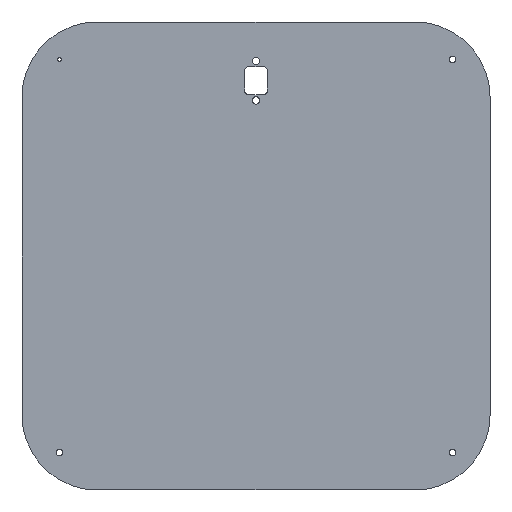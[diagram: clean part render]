
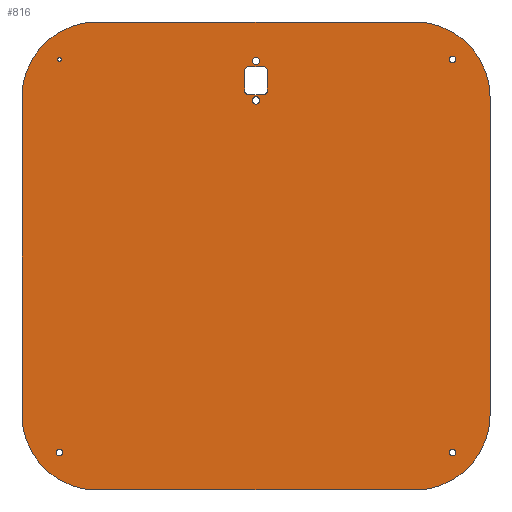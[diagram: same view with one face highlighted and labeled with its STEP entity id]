
A CAD part, top view. The second image highlights one B-rep face of the part: STEP entity #816.
In plain terms, the highlighted planar face has unit normal (0, 0, 1).
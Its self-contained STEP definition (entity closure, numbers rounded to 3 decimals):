
#40=FACE_BOUND('',#160,.T.);
#41=FACE_BOUND('',#161,.T.);
#42=FACE_BOUND('',#162,.T.);
#43=FACE_BOUND('',#163,.T.);
#44=FACE_BOUND('',#164,.T.);
#45=FACE_BOUND('',#165,.T.);
#46=FACE_BOUND('',#166,.T.);
#64=PLANE('',#918);
#108=FACE_OUTER_BOUND('',#159,.T.);
#159=EDGE_LOOP('',(#743,#744,#745,#746,#747,#748,#749,#750));
#160=EDGE_LOOP('',(#751));
#161=EDGE_LOOP('',(#752));
#162=EDGE_LOOP('',(#753));
#163=EDGE_LOOP('',(#754));
#164=EDGE_LOOP('',(#755,#756,#757,#758,#759,#760,#761,#762));
#165=EDGE_LOOP('',(#763));
#166=EDGE_LOOP('',(#764));
#190=LINE('',#1260,#260);
#193=LINE('',#1271,#263);
#197=LINE('',#1283,#267);
#203=LINE('',#1297,#273);
#228=LINE('',#1374,#298);
#231=LINE('',#1382,#301);
#234=LINE('',#1390,#304);
#236=LINE('',#1396,#306);
#260=VECTOR('',#1010,10.);
#263=VECTOR('',#1021,10.);
#267=VECTOR('',#1033,10.);
#273=VECTOR('',#1047,10.);
#298=VECTOR('',#1138,10.);
#301=VECTOR('',#1147,10.);
#304=VECTOR('',#1156,10.);
#306=VECTOR('',#1164,10.);
#320=CIRCLE('',#847,1.75);
#322=CIRCLE('',#851,1.75);
#324=CIRCLE('',#855,1.75);
#326=CIRCLE('',#859,1.);
#328=CIRCLE('',#862,2.);
#330=CIRCLE('',#866,2.);
#332=CIRCLE('',#870,2.);
#334=CIRCLE('',#874,2.);
#341=CIRCLE('',#891,2.);
#342=CIRCLE('',#893,2.);
#347=CIRCLE('',#907,40.);
#348=CIRCLE('',#910,40.);
#349=CIRCLE('',#913,40.);
#350=CIRCLE('',#916,40.);
#372=VERTEX_POINT('',#1214);
#374=VERTEX_POINT('',#1222);
#376=VERTEX_POINT('',#1230);
#378=VERTEX_POINT('',#1238);
#381=VERTEX_POINT('',#1245);
#382=VERTEX_POINT('',#1247);
#386=VERTEX_POINT('',#1258);
#389=VERTEX_POINT('',#1265);
#390=VERTEX_POINT('',#1267);
#393=VERTEX_POINT('',#1277);
#394=VERTEX_POINT('',#1279);
#398=VERTEX_POINT('',#1293);
#405=VERTEX_POINT('',#1326);
#406=VERTEX_POINT('',#1330);
#415=VERTEX_POINT('',#1366);
#416=VERTEX_POINT('',#1368);
#417=VERTEX_POINT('',#1372);
#418=VERTEX_POINT('',#1376);
#419=VERTEX_POINT('',#1380);
#420=VERTEX_POINT('',#1384);
#421=VERTEX_POINT('',#1386);
#422=VERTEX_POINT('',#1392);
#445=EDGE_CURVE('',#372,#372,#320,.T.);
#449=EDGE_CURVE('',#374,#374,#322,.T.);
#453=EDGE_CURVE('',#376,#376,#324,.T.);
#457=EDGE_CURVE('',#378,#378,#326,.T.);
#461=EDGE_CURVE('',#381,#382,#328,.T.);
#468=EDGE_CURVE('',#381,#386,#190,.T.);
#471=EDGE_CURVE('',#389,#390,#330,.T.);
#473=EDGE_CURVE('',#389,#382,#193,.T.);
#477=EDGE_CURVE('',#393,#394,#332,.T.);
#479=EDGE_CURVE('',#393,#390,#197,.T.);
#486=EDGE_CURVE('',#398,#386,#334,.T.);
#487=EDGE_CURVE('',#398,#394,#203,.T.);
#502=EDGE_CURVE('',#405,#405,#341,.T.);
#504=EDGE_CURVE('',#406,#406,#342,.T.);
#522=EDGE_CURVE('',#415,#416,#347,.T.);
#525=EDGE_CURVE('',#415,#417,#228,.T.);
#527=EDGE_CURVE('',#418,#417,#348,.T.);
#529=EDGE_CURVE('',#418,#419,#231,.T.);
#531=EDGE_CURVE('',#420,#421,#349,.T.);
#533=EDGE_CURVE('',#420,#416,#234,.T.);
#535=EDGE_CURVE('',#422,#419,#350,.T.);
#536=EDGE_CURVE('',#422,#421,#236,.T.);
#743=ORIENTED_EDGE('',*,*,#531,.F.);
#744=ORIENTED_EDGE('',*,*,#533,.T.);
#745=ORIENTED_EDGE('',*,*,#522,.F.);
#746=ORIENTED_EDGE('',*,*,#525,.T.);
#747=ORIENTED_EDGE('',*,*,#527,.F.);
#748=ORIENTED_EDGE('',*,*,#529,.T.);
#749=ORIENTED_EDGE('',*,*,#535,.F.);
#750=ORIENTED_EDGE('',*,*,#536,.T.);
#751=ORIENTED_EDGE('',*,*,#449,.T.);
#752=ORIENTED_EDGE('',*,*,#453,.T.);
#753=ORIENTED_EDGE('',*,*,#445,.T.);
#754=ORIENTED_EDGE('',*,*,#457,.T.);
#755=ORIENTED_EDGE('',*,*,#479,.T.);
#756=ORIENTED_EDGE('',*,*,#471,.F.);
#757=ORIENTED_EDGE('',*,*,#473,.T.);
#758=ORIENTED_EDGE('',*,*,#461,.F.);
#759=ORIENTED_EDGE('',*,*,#468,.T.);
#760=ORIENTED_EDGE('',*,*,#486,.F.);
#761=ORIENTED_EDGE('',*,*,#487,.T.);
#762=ORIENTED_EDGE('',*,*,#477,.F.);
#763=ORIENTED_EDGE('',*,*,#502,.T.);
#764=ORIENTED_EDGE('',*,*,#504,.T.);
#816=ADVANCED_FACE('',(#108,#40,#41,#42,#43,#44,#45,#46),#64,.T.);
#847=AXIS2_PLACEMENT_3D('',#1215,#962,#963);
#851=AXIS2_PLACEMENT_3D('',#1223,#972,#973);
#855=AXIS2_PLACEMENT_3D('',#1231,#982,#983);
#859=AXIS2_PLACEMENT_3D('',#1239,#992,#993);
#862=AXIS2_PLACEMENT_3D('',#1248,#1000,#1001);
#866=AXIS2_PLACEMENT_3D('',#1268,#1016,#1017);
#870=AXIS2_PLACEMENT_3D('',#1280,#1028,#1029);
#874=AXIS2_PLACEMENT_3D('',#1295,#1043,#1044);
#891=AXIS2_PLACEMENT_3D('',#1328,#1086,#1087);
#893=AXIS2_PLACEMENT_3D('',#1332,#1091,#1092);
#907=AXIS2_PLACEMENT_3D('',#1369,#1132,#1133);
#910=AXIS2_PLACEMENT_3D('',#1378,#1142,#1143);
#913=AXIS2_PLACEMENT_3D('',#1387,#1151,#1152);
#916=AXIS2_PLACEMENT_3D('',#1394,#1160,#1161);
#918=AXIS2_PLACEMENT_3D('',#1397,#1165,#1166);
#962=DIRECTION('center_axis',(0.,0.,-1.));
#963=DIRECTION('ref_axis',(-1.,0.,0.));
#972=DIRECTION('center_axis',(0.,0.,-1.));
#973=DIRECTION('ref_axis',(-1.,0.,0.));
#982=DIRECTION('center_axis',(0.,0.,-1.));
#983=DIRECTION('ref_axis',(-1.,0.,0.));
#992=DIRECTION('center_axis',(0.,0.,-1.));
#993=DIRECTION('ref_axis',(-1.,0.,0.));
#1000=DIRECTION('center_axis',(0.,0.,1.));
#1001=DIRECTION('ref_axis',(0.707,0.707,0.));
#1010=DIRECTION('',(0.,-1.,0.));
#1016=DIRECTION('center_axis',(0.,0.,1.));
#1017=DIRECTION('ref_axis',(-0.707,0.707,0.));
#1021=DIRECTION('',(1.,0.,0.));
#1028=DIRECTION('center_axis',(0.,0.,1.));
#1029=DIRECTION('ref_axis',(-0.707,-0.707,0.));
#1033=DIRECTION('',(0.,1.,0.));
#1043=DIRECTION('center_axis',(0.,0.,1.));
#1044=DIRECTION('ref_axis',(0.707,-0.707,0.));
#1047=DIRECTION('',(-1.,0.,0.));
#1086=DIRECTION('center_axis',(0.,0.,-1.));
#1087=DIRECTION('ref_axis',(-1.,0.,0.));
#1091=DIRECTION('center_axis',(0.,0.,-1.));
#1092=DIRECTION('ref_axis',(-1.,0.,0.));
#1132=DIRECTION('center_axis',(0.,0.,-1.));
#1133=DIRECTION('ref_axis',(-0.707,-0.707,0.));
#1138=DIRECTION('',(1.,0.,0.));
#1142=DIRECTION('center_axis',(0.,0.,-1.));
#1143=DIRECTION('ref_axis',(0.707,-0.707,0.));
#1147=DIRECTION('',(0.,1.,0.));
#1151=DIRECTION('center_axis',(0.,0.,-1.));
#1152=DIRECTION('ref_axis',(-0.707,0.707,0.));
#1156=DIRECTION('',(0.,-1.,0.));
#1160=DIRECTION('center_axis',(0.,0.,-1.));
#1161=DIRECTION('ref_axis',(0.707,0.707,0.));
#1164=DIRECTION('',(-1.,0.,0.));
#1165=DIRECTION('center_axis',(0.,0.,1.));
#1166=DIRECTION('ref_axis',(1.,0.,0.));
#1214=CARTESIAN_POINT('',(-18.25,-20.,6.));
#1215=CARTESIAN_POINT('Origin',(-20.,-20.,6.));
#1222=CARTESIAN_POINT('',(-18.25,-230.,6.));
#1223=CARTESIAN_POINT('Origin',(-20.,-230.,6.));
#1230=CARTESIAN_POINT('',(-228.25,-230.,6.));
#1231=CARTESIAN_POINT('Origin',(-230.,-230.,6.));
#1238=CARTESIAN_POINT('',(-229.,-20.,6.));
#1239=CARTESIAN_POINT('Origin',(-230.,-20.,6.));
#1245=CARTESIAN_POINT('',(-119.,-25.9,6.));
#1247=CARTESIAN_POINT('',(-121.,-23.9,6.));
#1248=CARTESIAN_POINT('Origin',(-121.,-25.9,6.));
#1258=CARTESIAN_POINT('',(-119.,-36.9,6.));
#1260=CARTESIAN_POINT('',(-119.,-81.95,6.));
#1265=CARTESIAN_POINT('',(-129.,-23.9,6.));
#1267=CARTESIAN_POINT('',(-131.,-25.9,6.));
#1268=CARTESIAN_POINT('Origin',(-129.,-25.9,6.));
#1271=CARTESIAN_POINT('',(-122.,-23.9,6.));
#1277=CARTESIAN_POINT('',(-131.,-36.9,6.));
#1279=CARTESIAN_POINT('',(-129.,-38.9,6.));
#1280=CARTESIAN_POINT('Origin',(-129.,-36.9,6.));
#1283=CARTESIAN_POINT('',(-131.,-74.45,6.));
#1293=CARTESIAN_POINT('',(-121.,-38.9,6.));
#1295=CARTESIAN_POINT('Origin',(-121.,-36.9,6.));
#1297=CARTESIAN_POINT('',(-128.,-38.9,6.));
#1326=CARTESIAN_POINT('',(-123.,-41.9,6.));
#1328=CARTESIAN_POINT('Origin',(-125.,-41.9,6.));
#1330=CARTESIAN_POINT('',(-123.,-20.9,6.));
#1332=CARTESIAN_POINT('Origin',(-125.,-20.9,6.));
#1366=CARTESIAN_POINT('',(-210.,-250.,6.));
#1368=CARTESIAN_POINT('',(-250.,-210.,6.));
#1369=CARTESIAN_POINT('Origin',(-210.,-210.,6.));
#1372=CARTESIAN_POINT('',(-40.,-250.,6.));
#1374=CARTESIAN_POINT('',(-250.,-250.,6.));
#1376=CARTESIAN_POINT('',(0.,-210.,6.));
#1378=CARTESIAN_POINT('Origin',(-40.,-210.,6.));
#1380=CARTESIAN_POINT('',(0.,-40.,6.));
#1382=CARTESIAN_POINT('',(0.,-250.,6.));
#1384=CARTESIAN_POINT('',(-250.,-40.,6.));
#1386=CARTESIAN_POINT('',(-210.,0.,6.));
#1387=CARTESIAN_POINT('Origin',(-210.,-40.,6.));
#1390=CARTESIAN_POINT('',(-250.,0.,6.));
#1392=CARTESIAN_POINT('',(-40.,0.,6.));
#1394=CARTESIAN_POINT('Origin',(-40.,-40.,6.));
#1396=CARTESIAN_POINT('',(0.,0.,6.));
#1397=CARTESIAN_POINT('Origin',(-125.,-125.,6.));
